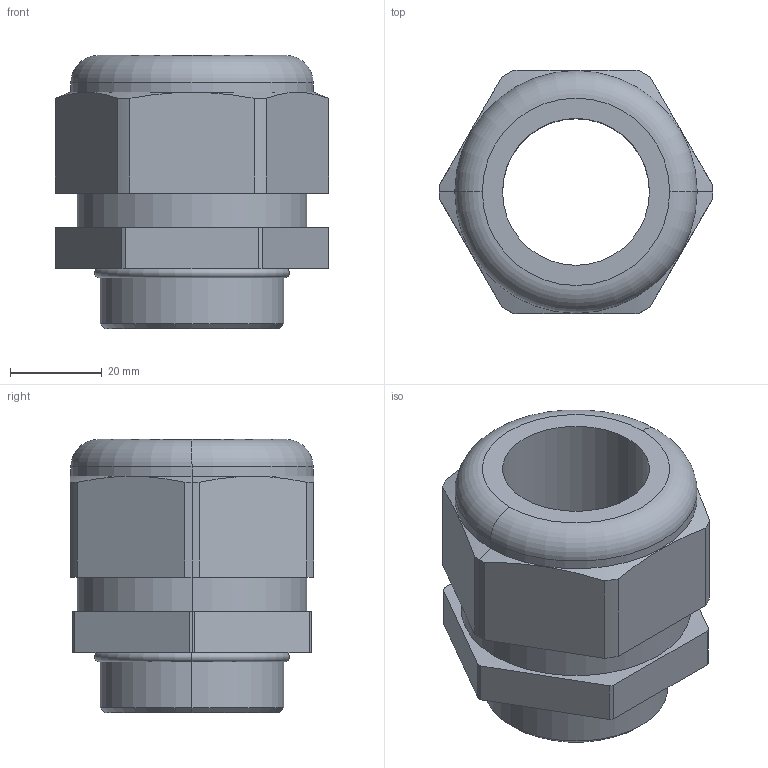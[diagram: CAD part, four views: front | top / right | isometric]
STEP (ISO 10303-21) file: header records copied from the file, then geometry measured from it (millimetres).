
FILE_DESCRIPTION (( 'STEP AP203' ), '1' );
FILE_NAME ('WNAP-M40G(D22-32).STP', '2017-09-04T10:57:39', ( '微软用户' ), ( '微软中国' ), 'SwSTEP 2.0', 'SolidWorks 2012', '' );
FILE_SCHEMA (( 'CONFIG_CONTROL_DESIGN' ));
Length unit declared in the file: millimetre
Products named in the file (1): WNAP-M40G(D22-32)
Bounding box: 59.5 x 53 x 59.5 mm (x, y, z)
Volume: 74002.6 mm3; surface area: 19164.5 mm2
Topology: 1 solids, 1 shells, 47 faces, 117 edges, 75 vertices
Faces by surface type: cylinder 22, plane 17, torus 4, cone 4
Entity records: 1537 total; most frequent: CARTESIAN_POINT 294, DIRECTION 262, ORIENTED_EDGE 234, EDGE_CURVE 117, AXIS2_PLACEMENT_3D 103, VERTEX_POINT 75, LINE 56, VECTOR 56
